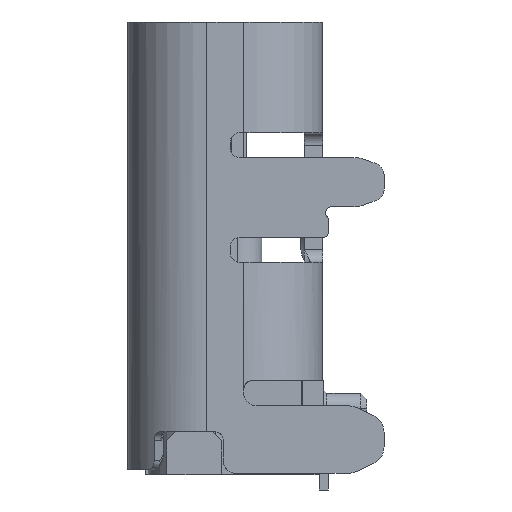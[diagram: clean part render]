
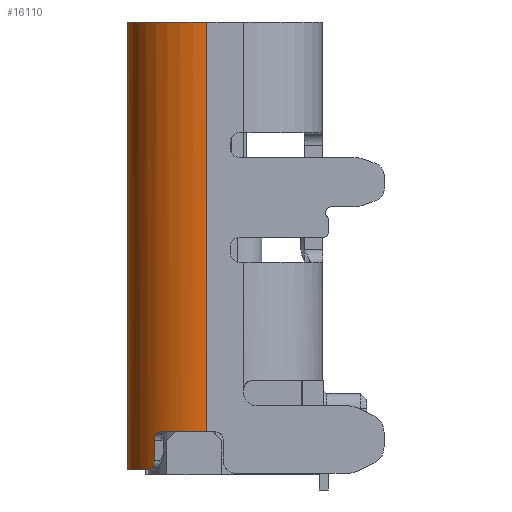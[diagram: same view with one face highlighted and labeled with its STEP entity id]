
A CAD part, left-side view. The second image highlights one B-rep face of the part: STEP entity #16110.
In plain terms, the highlighted cylindrical face has radius 1.28 mm (diameter 2.56 mm), a partial arc.
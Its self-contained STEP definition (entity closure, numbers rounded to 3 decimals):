
#1651=CARTESIAN_POINT('',(-43.19,0.295,
-1.85));
#1652=DIRECTION('',(0.,0.,1.));
#1653=DIRECTION('',(-0.921,0.391,0.));
#1654=AXIS2_PLACEMENT_3D('',#1651,#1652,#1653);
#1674=CARTESIAN_POINT('',(-44.143,1.15,
-2.));
#1675=CARTESIAN_POINT('',(-44.143,1.15,
-1.984));
#1676=CARTESIAN_POINT('',(-44.146,1.146,
-1.954));
#1677=CARTESIAN_POINT('',(-44.16,1.13,
-1.911));
#1678=CARTESIAN_POINT('',(-44.182,1.104,
-1.877));
#1679=CARTESIAN_POINT('',(-44.209,1.07,
-1.855));
#1680=CARTESIAN_POINT('',(-44.228,1.045,
-1.85));
#1681=CARTESIAN_POINT('',(-44.237,1.031,
-1.85));
#1683=DIRECTION('',(0.,0.,1.));
#1684=VECTOR('',#1683,0.326);
#1685=CARTESIAN_POINT('',(-44.143,1.15,
-2.326));
#1686=LINE('',#1685,#1684);
#1687=DIRECTION('',(0.,0.,-1.));
#1688=VECTOR('',#1687,7.275);
#1689=CARTESIAN_POINT('',(-43.19,1.575,4.8));
#1690=LINE('',#1689,#1688);
#1691=DIRECTION('',(0.,0.,1.));
#1692=VECTOR('',#1691,6.65);
#1693=CARTESIAN_POINT('',(-44.47,0.295,
-1.85));
#1694=LINE('',#1693,#1692);
#1704=CARTESIAN_POINT('',(-43.19,0.295,
-1.85));
#1705=DIRECTION('',(0.,0.,-1.));
#1706=DIRECTION('',(-0.921,0.391,0.));
#1707=AXIS2_PLACEMENT_3D('',#1704,#1705,#1706);
#1709=CARTESIAN_POINT('',(-43.19,0.295,
-1.85));
#1710=DIRECTION('',(0.,0.,-1.));
#1711=DIRECTION('',(-1.,0.,0.));
#1712=AXIS2_PLACEMENT_3D('',#1709,#1710,#1711);
#3015=CARTESIAN_POINT('',(-43.19,0.295,
4.8));
#3016=DIRECTION('',(0.,0.,1.));
#3017=DIRECTION('',(0.,1.,0.));
#3018=AXIS2_PLACEMENT_3D('',#3015,#3016,#3017);
#7596=CARTESIAN_POINT('',(-43.19,0.295,
-2.475));
#7597=DIRECTION('',(0.,0.,-1.));
#7598=DIRECTION('',(-0.657,0.754,0.));
#7599=AXIS2_PLACEMENT_3D('',#7596,#7597,#7598);
#7601=CARTESIAN_POINT('',(-44.143,1.15,
-2.326));
#7602=CARTESIAN_POINT('',(-44.143,1.15,
-2.339));
#7603=CARTESIAN_POINT('',(-44.14,1.153,
-2.365));
#7604=CARTESIAN_POINT('',(-44.129,1.164,
-2.401));
#7605=CARTESIAN_POINT('',(-44.113,1.182,
-2.432));
#7606=CARTESIAN_POINT('',(-44.089,1.206,
-2.457));
#7607=CARTESIAN_POINT('',(-44.063,1.231,
-2.471));
#7608=CARTESIAN_POINT('',(-44.042,1.25,
-2.475));
#7609=CARTESIAN_POINT('',(-44.031,1.26,
-2.475));
#11843=CARTESIAN_POINT('',(-44.47,0.295,
4.8));
#11844=VERTEX_POINT('',#11843);
#11845=CARTESIAN_POINT('',(-43.19,1.575,
4.8));
#11846=VERTEX_POINT('',#11845);
#12208=CARTESIAN_POINT('',(-44.47,0.295,
-1.85));
#12209=VERTEX_POINT('',#12208);
#12398=VERTEX_POINT('',#1674);
#12399=VERTEX_POINT('',#1681);
#12400=CARTESIAN_POINT('',(-44.143,1.15,
-2.326));
#12401=VERTEX_POINT('',#12400);
#12402=VERTEX_POINT('',#7609);
#12403=CARTESIAN_POINT('',(-43.19,1.575,
-2.475));
#12404=VERTEX_POINT('',#12403);
#13088=CARTESIAN_POINT('',(-44.368,0.795,
-1.85));
#13089=CARTESIAN_POINT('',(-44.445,0.547,
-1.85));
#13090=VERTEX_POINT('',#13088);
#13091=VERTEX_POINT('',#13089);
#16085=CARTESIAN_POINT('',(-43.19,0.295,
-2.621));
#16086=DIRECTION('',(0.,0.,1.));
#16087=DIRECTION('',(0.051,0.999,0.));
#16088=AXIS2_PLACEMENT_3D('',#16085,#16086,#16087);
#16089=CYLINDRICAL_SURFACE('',#16088,1.28);
#16090=ORIENTED_EDGE('',*,*,#16045,.F.);
#16092=ORIENTED_EDGE('',*,*,#16091,.T.);
#16094=ORIENTED_EDGE('',*,*,#16093,.F.);
#16096=ORIENTED_EDGE('',*,*,#16095,.F.);
#16098=ORIENTED_EDGE('',*,*,#16097,.T.);
#16100=ORIENTED_EDGE('',*,*,#16099,.T.);
#16102=ORIENTED_EDGE('',*,*,#16101,.F.);
#16104=ORIENTED_EDGE('',*,*,#16103,.T.);
#16105=ORIENTED_EDGE('',*,*,#15651,.F.);
#16107=ORIENTED_EDGE('',*,*,#16106,.T.);
#16108=EDGE_LOOP('',(#16090,#16092,#16094,#16096,#16098,#16100,#16102,#16104,
#16105,#16107));
#16109=FACE_OUTER_BOUND('',#16108,.F.);
#16110=ADVANCED_FACE('',(#16109),#16089,.T.);
#1655=CIRCLE('',#1654,1.28);
#1682=B_SPLINE_CURVE_WITH_KNOTS('',3,(#1674,#1675,#1676,#1677,#1678,#1679,#1680,
#1681),.UNSPECIFIED.,.F.,.F.,(4,1,1,1,1,4),(0.,0.2,0.4,0.6,0.8,1.),
.UNSPECIFIED.);
#1708=CIRCLE('',#1707,1.28);
#1713=CIRCLE('',#1712,1.28);
#3019=CIRCLE('',#3018,1.28);
#7600=CIRCLE('',#7599,1.28);
#7610=B_SPLINE_CURVE_WITH_KNOTS('',3,(#7601,#7602,#7603,#7604,#7605,#7606,#7607,
#7608,#7609),.UNSPECIFIED.,.F.,.F.,(4,1,1,1,1,1,4),(0.,0.167,
0.333,0.5,0.667,0.833,1.),
.UNSPECIFIED.);
#15651=EDGE_CURVE('',#12209,#11844,#1694,.T.);
#16045=EDGE_CURVE('',#13090,#13091,#1655,.T.);
#16091=EDGE_CURVE('',#13090,#12399,#1708,.T.);
#16093=EDGE_CURVE('',#12398,#12399,#1682,.T.);
#16095=EDGE_CURVE('',#12401,#12398,#1686,.T.);
#16097=EDGE_CURVE('',#12401,#12402,#7610,.T.);
#16099=EDGE_CURVE('',#12402,#12404,#7600,.T.);
#16101=EDGE_CURVE('',#11846,#12404,#1690,.T.);
#16103=EDGE_CURVE('',#11846,#11844,#3019,.T.);
#16106=EDGE_CURVE('',#12209,#13091,#1713,.T.);
